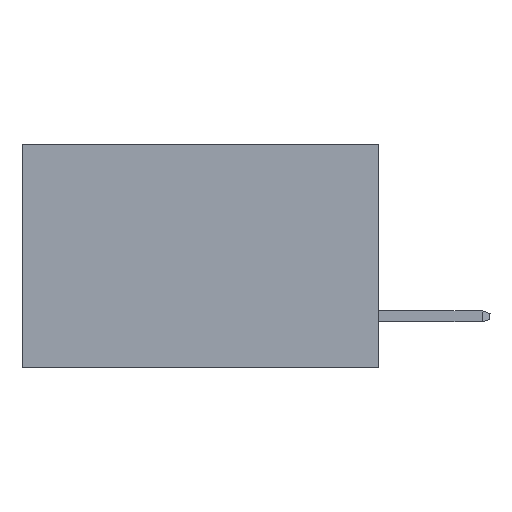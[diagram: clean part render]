
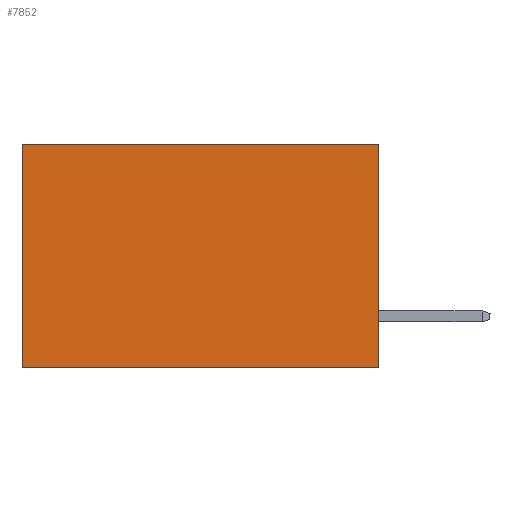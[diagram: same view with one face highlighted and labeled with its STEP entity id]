
A CAD part, left-side view. The second image highlights one B-rep face of the part: STEP entity #7852.
In plain terms, the highlighted planar face has unit normal (-1, 0, 0).
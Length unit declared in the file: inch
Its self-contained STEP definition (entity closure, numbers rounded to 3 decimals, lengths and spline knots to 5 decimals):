
#28 = LINE ( 'NONE', #9367, #8071 ) ;
#249 = PLANE ( 'NONE',  #9390 ) ;
#415 = CARTESIAN_POINT ( 'NONE',  ( 0.277, 0., -0.37 ) ) ;
#517 = VERTEX_POINT ( 'NONE', #664 ) ;
#664 = CARTESIAN_POINT ( 'NONE',  ( 0.277, 0., -0.37 ) ) ;
#1046 = CARTESIAN_POINT ( 'NONE',  ( 0.277, 0., -0.37 ) ) ;
#1435 = DIRECTION ( 'NONE',  ( 0., 1., 0. ) ) ;
#1974 = EDGE_CURVE ( 'NONE', #5143, #517, #9692, .T. ) ;
#2561 = VECTOR ( 'NONE', #3876, 39.37008 ) ;
#3092 = FACE_OUTER_BOUND ( 'NONE', #4009, .T. ) ;
#3143 = ORIENTED_EDGE ( 'NONE', *, *, #5236, .T. ) ;
#3876 = DIRECTION ( 'NONE',  ( 0., 0., -1. ) ) ;
#3974 = VECTOR ( 'NONE', #9338, 39.37008 ) ;
#4009 = EDGE_LOOP ( 'NONE', ( #9612, #9343, #6364, #3143 ) ) ;
#4056 = CARTESIAN_POINT ( 'NONE',  ( 0.277, 0.59, -0.37 ) ) ;
#4367 = EDGE_CURVE ( 'NONE', #8507, #4624, #8515, .T. ) ;
#4624 = VERTEX_POINT ( 'NONE', #9553 ) ;
#5143 = VERTEX_POINT ( 'NONE', #7473 ) ;
#5236 = EDGE_CURVE ( 'NONE', #5143, #8507, #28, .T. ) ;
#5510 = EDGE_CURVE ( 'NONE', #517, #4624, #5755, .T. ) ;
#5755 = LINE ( 'NONE', #1046, #9316 ) ;
#5836 = CARTESIAN_POINT ( 'NONE',  ( 0.277, 0.59, 0. ) ) ;
#6364 = ORIENTED_EDGE ( 'NONE', *, *, #1974, .F. ) ;
#7473 = CARTESIAN_POINT ( 'NONE',  ( 0.277, 0., 0. ) ) ;
#7852 = ADVANCED_FACE ( 'NONE', ( #3092 ), #249, .F. ) ;
#8071 = VECTOR ( 'NONE', #9704, 39.37008 ) ;
#8369 = CARTESIAN_POINT ( 'NONE',  ( 0.277, 0., -0.37 ) ) ;
#8507 = VERTEX_POINT ( 'NONE', #5836 ) ;
#8515 = LINE ( 'NONE', #4056, #2561 ) ;
#9316 = VECTOR ( 'NONE', #1435, 39.37008 ) ;
#9338 = DIRECTION ( 'NONE',  ( 0., 0., -1. ) ) ;
#9343 = ORIENTED_EDGE ( 'NONE', *, *, #5510, .F. ) ;
#9367 = CARTESIAN_POINT ( 'NONE',  ( 0.277, 0., 0. ) ) ;
#9390 = AXIS2_PLACEMENT_3D ( 'NONE', #415, #9791, #9758 ) ;
#9553 = CARTESIAN_POINT ( 'NONE',  ( 0.277, 0.59, -0.37 ) ) ;
#9612 = ORIENTED_EDGE ( 'NONE', *, *, #4367, .T. ) ;
#9692 = LINE ( 'NONE', #8369, #3974 ) ;
#9704 = DIRECTION ( 'NONE',  ( 0., 1., 0. ) ) ;
#9758 = DIRECTION ( 'NONE',  ( 0., 0., -1. ) ) ;
#9791 = DIRECTION ( 'NONE',  ( 1., 0., 0. ) ) ;
